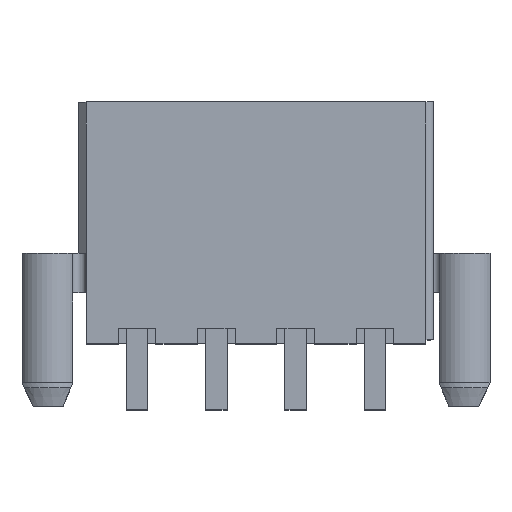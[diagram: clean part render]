
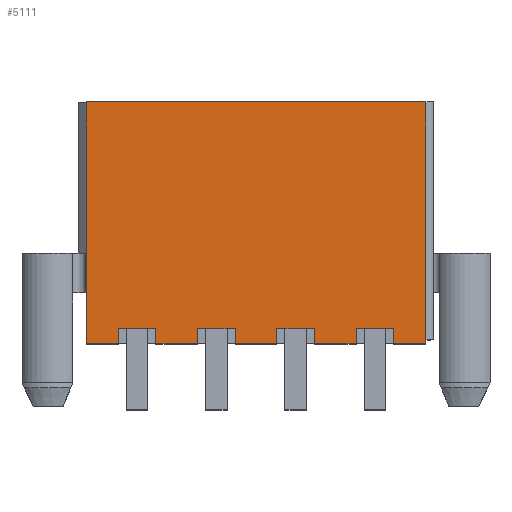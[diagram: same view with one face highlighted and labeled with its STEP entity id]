
A CAD part, top view. The second image highlights one B-rep face of the part: STEP entity #5111.
In plain terms, the highlighted planar face has unit normal (0, 0, 1).
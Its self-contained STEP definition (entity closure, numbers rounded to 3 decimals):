
#49=DIRECTION('',(0.,-1.,0.));
#50=VECTOR('',#49,12.8);
#51=CARTESIAN_POINT('',(-9.,12.8,4.8));
#52=LINE('',#51,#50);
#477=DIRECTION('',(1.,0.,0.));
#478=VECTOR('',#477,1.7);
#479=CARTESIAN_POINT('',(7.3,0.,4.8));
#480=LINE('',#479,#478);
#497=DIRECTION('',(1.,0.,0.));
#498=VECTOR('',#497,2.2);
#499=CARTESIAN_POINT('',(3.1,0.,4.8));
#500=LINE('',#499,#498);
#525=DIRECTION('',(1.,0.,0.));
#526=VECTOR('',#525,2.2);
#527=CARTESIAN_POINT('',(-1.1,0.,4.8));
#528=LINE('',#527,#526);
#553=DIRECTION('',(1.,0.,0.));
#554=VECTOR('',#553,1.7);
#555=CARTESIAN_POINT('',(-9.,0.,4.8));
#556=LINE('',#555,#554);
#565=DIRECTION('',(1.,0.,0.));
#566=VECTOR('',#565,2.2);
#567=CARTESIAN_POINT('',(-5.3,0.,4.8));
#568=LINE('',#567,#566);
#721=DIRECTION('',(0.,-1.,0.));
#722=VECTOR('',#721,12.8);
#723=CARTESIAN_POINT('',(9.,12.8,4.8));
#724=LINE('',#723,#722);
#967=DIRECTION('',(1.,0.,0.));
#968=VECTOR('',#967,18.);
#969=CARTESIAN_POINT('',(-9.,12.8,4.8));
#970=LINE('',#969,#968);
#971=DIRECTION('',(0.,1.,0.));
#972=VECTOR('',#971,0.8);
#973=CARTESIAN_POINT('',(7.3,0.,4.8));
#974=LINE('',#973,#972);
#975=DIRECTION('',(1.,0.,0.));
#976=VECTOR('',#975,2.);
#977=CARTESIAN_POINT('',(5.3,0.8,4.8));
#978=LINE('',#977,#976);
#979=DIRECTION('',(0.,1.,0.));
#980=VECTOR('',#979,0.8);
#981=CARTESIAN_POINT('',(5.3,0.,4.8));
#982=LINE('',#981,#980);
#983=DIRECTION('',(0.,1.,0.));
#984=VECTOR('',#983,0.8);
#985=CARTESIAN_POINT('',(3.1,0.,4.8));
#986=LINE('',#985,#984);
#987=DIRECTION('',(1.,0.,0.));
#988=VECTOR('',#987,2.);
#989=CARTESIAN_POINT('',(1.1,0.8,4.8));
#990=LINE('',#989,#988);
#991=DIRECTION('',(0.,1.,0.));
#992=VECTOR('',#991,0.8);
#993=CARTESIAN_POINT('',(1.1,0.,4.8));
#994=LINE('',#993,#992);
#995=DIRECTION('',(0.,1.,0.));
#996=VECTOR('',#995,0.8);
#997=CARTESIAN_POINT('',(-1.1,0.,4.8));
#998=LINE('',#997,#996);
#999=DIRECTION('',(1.,0.,0.));
#1000=VECTOR('',#999,2.);
#1001=CARTESIAN_POINT('',(-3.1,0.8,4.8));
#1002=LINE('',#1001,#1000);
#1003=DIRECTION('',(0.,1.,0.));
#1004=VECTOR('',#1003,0.8);
#1005=CARTESIAN_POINT('',(-3.1,0.,4.8));
#1006=LINE('',#1005,#1004);
#1007=DIRECTION('',(0.,1.,0.));
#1008=VECTOR('',#1007,0.8);
#1009=CARTESIAN_POINT('',(-5.3,0.,4.8));
#1010=LINE('',#1009,#1008);
#1011=DIRECTION('',(1.,0.,0.));
#1012=VECTOR('',#1011,2.);
#1013=CARTESIAN_POINT('',(-7.3,0.8,4.8));
#1014=LINE('',#1013,#1012);
#1015=DIRECTION('',(0.,1.,0.));
#1016=VECTOR('',#1015,0.8);
#1017=CARTESIAN_POINT('',(-7.3,0.,4.8));
#1018=LINE('',#1017,#1016);
#3011=CARTESIAN_POINT('',(-9.,12.8,4.8));
#3012=CARTESIAN_POINT('',(-9.,0.,4.8));
#3013=VERTEX_POINT('',#3011);
#3014=VERTEX_POINT('',#3012);
#3019=CARTESIAN_POINT('',(9.,12.8,4.8));
#3020=CARTESIAN_POINT('',(9.,0.,4.8));
#3021=VERTEX_POINT('',#3019);
#3022=VERTEX_POINT('',#3020);
#3141=CARTESIAN_POINT('',(7.3,0.,4.8));
#3142=VERTEX_POINT('',#3141);
#3409=CARTESIAN_POINT('',(3.1,0.,4.8));
#3410=CARTESIAN_POINT('',(5.3,0.,4.8));
#3411=VERTEX_POINT('',#3409);
#3412=VERTEX_POINT('',#3410);
#3427=CARTESIAN_POINT('',(-1.1,0.,4.8));
#3428=CARTESIAN_POINT('',(1.1,0.,4.8));
#3429=VERTEX_POINT('',#3427);
#3430=VERTEX_POINT('',#3428);
#3445=CARTESIAN_POINT('',(-7.3,0.,4.8));
#3446=VERTEX_POINT('',#3445);
#3447=CARTESIAN_POINT('',(-5.3,0.,4.8));
#3448=CARTESIAN_POINT('',(-3.1,0.,4.8));
#3449=VERTEX_POINT('',#3447);
#3450=VERTEX_POINT('',#3448);
#3593=CARTESIAN_POINT('',(5.3,0.8,4.8));
#3594=CARTESIAN_POINT('',(7.3,0.8,4.8));
#3595=VERTEX_POINT('',#3593);
#3596=VERTEX_POINT('',#3594);
#3623=CARTESIAN_POINT('',(1.1,0.8,4.8));
#3624=CARTESIAN_POINT('',(3.1,0.8,4.8));
#3625=VERTEX_POINT('',#3623);
#3626=VERTEX_POINT('',#3624);
#3653=CARTESIAN_POINT('',(-3.1,0.8,4.8));
#3654=CARTESIAN_POINT('',(-1.1,0.8,4.8));
#3655=VERTEX_POINT('',#3653);
#3656=VERTEX_POINT('',#3654);
#3683=CARTESIAN_POINT('',(-7.3,0.8,4.8));
#3684=CARTESIAN_POINT('',(-5.3,0.8,4.8));
#3685=VERTEX_POINT('',#3683);
#3686=VERTEX_POINT('',#3684);
#5073=CARTESIAN_POINT('',(-9.,12.8,4.8));
#5074=DIRECTION('',(0.,0.,1.));
#5075=DIRECTION('',(0.,-1.,0.));
#5076=AXIS2_PLACEMENT_3D('',#5073,#5074,#5075);
#5077=PLANE('',#5076);
#5078=ORIENTED_EDGE('',*,*,#4586,.F.);
#5079=ORIENTED_EDGE('',*,*,#4014,.F.);
#5080=ORIENTED_EDGE('',*,*,#4895,.T.);
#5081=ORIENTED_EDGE('',*,*,#4864,.T.);
#5082=ORIENTED_EDGE('',*,*,#4496,.F.);
#5084=ORIENTED_EDGE('',*,*,#5083,.T.);
#5085=ORIENTED_EDGE('',*,*,#4397,.F.);
#5087=ORIENTED_EDGE('',*,*,#5086,.F.);
#5088=ORIENTED_EDGE('',*,*,#4526,.F.);
#5090=ORIENTED_EDGE('',*,*,#5089,.T.);
#5092=ORIENTED_EDGE('',*,*,#5091,.F.);
#5094=ORIENTED_EDGE('',*,*,#5093,.F.);
#5095=ORIENTED_EDGE('',*,*,#4556,.F.);
#5097=ORIENTED_EDGE('',*,*,#5096,.T.);
#5099=ORIENTED_EDGE('',*,*,#5098,.F.);
#5101=ORIENTED_EDGE('',*,*,#5100,.F.);
#5102=ORIENTED_EDGE('',*,*,#4600,.F.);
#5104=ORIENTED_EDGE('',*,*,#5103,.T.);
#5106=ORIENTED_EDGE('',*,*,#5105,.F.);
#5108=ORIENTED_EDGE('',*,*,#5107,.F.);
#5109=EDGE_LOOP('',(#5078,#5079,#5080,#5081,#5082,#5084,#5085,#5087,#5088,#5090,
#5092,#5094,#5095,#5097,#5099,#5101,#5102,#5104,#5106,#5108));
#5110=FACE_OUTER_BOUND('',#5109,.F.);
#5111=ADVANCED_FACE('',(#5110),#5077,.T.);
#4014=EDGE_CURVE('',#3013,#3014,#52,.T.);
#4397=EDGE_CURVE('',#3595,#3596,#978,.T.);
#4496=EDGE_CURVE('',#3142,#3022,#480,.T.);
#4526=EDGE_CURVE('',#3411,#3412,#500,.T.);
#4556=EDGE_CURVE('',#3429,#3430,#528,.T.);
#4586=EDGE_CURVE('',#3014,#3446,#556,.T.);
#4600=EDGE_CURVE('',#3449,#3450,#568,.T.);
#4864=EDGE_CURVE('',#3021,#3022,#724,.T.);
#4895=EDGE_CURVE('',#3013,#3021,#970,.T.);
#5083=EDGE_CURVE('',#3142,#3596,#974,.T.);
#5086=EDGE_CURVE('',#3412,#3595,#982,.T.);
#5089=EDGE_CURVE('',#3411,#3626,#986,.T.);
#5091=EDGE_CURVE('',#3625,#3626,#990,.T.);
#5093=EDGE_CURVE('',#3430,#3625,#994,.T.);
#5096=EDGE_CURVE('',#3429,#3656,#998,.T.);
#5098=EDGE_CURVE('',#3655,#3656,#1002,.T.);
#5100=EDGE_CURVE('',#3450,#3655,#1006,.T.);
#5103=EDGE_CURVE('',#3449,#3686,#1010,.T.);
#5105=EDGE_CURVE('',#3685,#3686,#1014,.T.);
#5107=EDGE_CURVE('',#3446,#3685,#1018,.T.);
